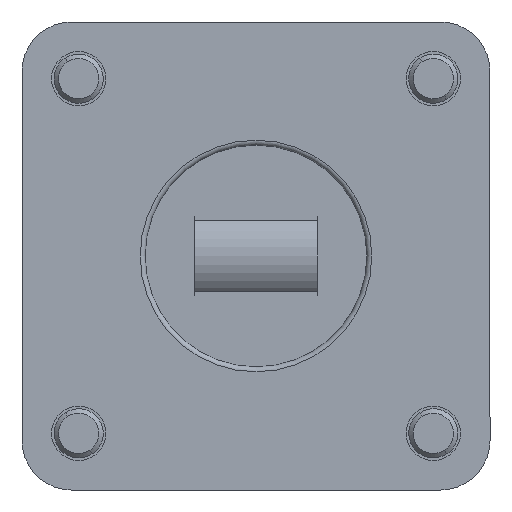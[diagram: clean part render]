
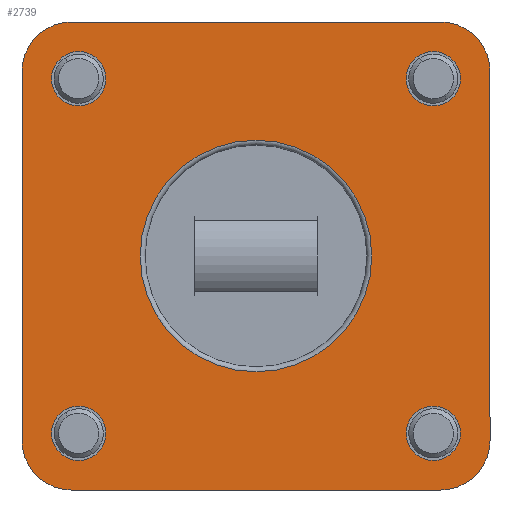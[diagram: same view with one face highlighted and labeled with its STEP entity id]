
A CAD part, front view. The second image highlights one B-rep face of the part: STEP entity #2739.
In plain terms, the highlighted planar face has unit normal (0, -1, 0).
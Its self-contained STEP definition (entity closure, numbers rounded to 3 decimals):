
#206=PLANE('',#2921);
#285=CIRCLE('',#2918,23.5);
#287=CIRCLE('',#2922,10.);
#288=CIRCLE('',#2923,10.);
#289=CIRCLE('',#2924,10.);
#290=CIRCLE('',#2925,10.);
#291=CIRCLE('',#2926,5.5);
#292=CIRCLE('',#2927,5.5);
#293=CIRCLE('',#2928,5.5);
#294=CIRCLE('',#2929,5.5);
#466=VECTOR('',#3304,1.);
#467=VECTOR('',#3307,1.);
#468=VECTOR('',#3310,1.);
#469=VECTOR('',#3313,1.);
#648=LINE('',#4450,#466);
#649=LINE('',#4455,#467);
#650=LINE('',#4459,#468);
#651=LINE('',#4463,#469);
#841=VERTEX_POINT('',#4445);
#843=VERTEX_POINT('',#4451);
#844=VERTEX_POINT('',#4452);
#845=VERTEX_POINT('',#4454);
#846=VERTEX_POINT('',#4456);
#847=VERTEX_POINT('',#4458);
#848=VERTEX_POINT('',#4460);
#849=VERTEX_POINT('',#4462);
#850=VERTEX_POINT('',#4464);
#851=VERTEX_POINT('',#4467);
#852=VERTEX_POINT('',#4469);
#853=VERTEX_POINT('',#4471);
#854=VERTEX_POINT('',#4473);
#1114=EDGE_CURVE('',#841,#841,#285,.T.);
#1116=EDGE_CURVE('',#843,#844,#648,.T.);
#1117=EDGE_CURVE('',#845,#843,#287,.T.);
#1118=EDGE_CURVE('',#846,#845,#649,.T.);
#1119=EDGE_CURVE('',#847,#846,#288,.T.);
#1120=EDGE_CURVE('',#848,#847,#650,.T.);
#1121=EDGE_CURVE('',#849,#848,#289,.T.);
#1122=EDGE_CURVE('',#850,#849,#651,.T.);
#1123=EDGE_CURVE('',#844,#850,#290,.T.);
#1124=EDGE_CURVE('',#851,#851,#291,.T.);
#1125=EDGE_CURVE('',#852,#852,#292,.T.);
#1126=EDGE_CURVE('',#853,#853,#293,.T.);
#1127=EDGE_CURVE('',#854,#854,#294,.T.);
#1511=ORIENTED_EDGE('',*,*,#1116,.F.);
#1512=ORIENTED_EDGE('',*,*,#1117,.F.);
#1513=ORIENTED_EDGE('',*,*,#1118,.F.);
#1514=ORIENTED_EDGE('',*,*,#1119,.F.);
#1515=ORIENTED_EDGE('',*,*,#1120,.F.);
#1516=ORIENTED_EDGE('',*,*,#1121,.F.);
#1517=ORIENTED_EDGE('',*,*,#1122,.F.);
#1518=ORIENTED_EDGE('',*,*,#1123,.F.);
#1519=ORIENTED_EDGE('',*,*,#1124,.T.);
#1520=ORIENTED_EDGE('',*,*,#1125,.T.);
#1521=ORIENTED_EDGE('',*,*,#1126,.T.);
#1522=ORIENTED_EDGE('',*,*,#1127,.T.);
#1523=ORIENTED_EDGE('',*,*,#1114,.F.);
#2279=EDGE_LOOP('',(#1511,#1512,#1513,#1514,#1515,#1516,#1517,#1518));
#2280=EDGE_LOOP('',(#1519));
#2281=EDGE_LOOP('',(#1520));
#2282=EDGE_LOOP('',(#1521));
#2283=EDGE_LOOP('',(#1522));
#2284=EDGE_LOOP('',(#1523));
#2510=FACE_BOUND('',#2279,.T.);
#2511=FACE_BOUND('',#2280,.T.);
#2512=FACE_BOUND('',#2281,.T.);
#2513=FACE_BOUND('',#2282,.T.);
#2514=FACE_BOUND('',#2283,.T.);
#2515=FACE_BOUND('',#2284,.T.);
#2739=ADVANCED_FACE('',(#2510,#2511,#2512,#2513,#2514,#2515),#206,.F.);
#2918=AXIS2_PLACEMENT_3D('',#4444,#3297,#3298);
#2921=AXIS2_PLACEMENT_3D('',#4449,#3303,$);
#2922=AXIS2_PLACEMENT_3D('',#4453,#3305,#3306);
#2923=AXIS2_PLACEMENT_3D('',#4457,#3308,#3309);
#2924=AXIS2_PLACEMENT_3D('',#4461,#3311,#3312);
#2925=AXIS2_PLACEMENT_3D('',#4465,#3314,#3315);
#2926=AXIS2_PLACEMENT_3D('',#4466,#3316,#3317);
#2927=AXIS2_PLACEMENT_3D('',#4468,#3318,#3319);
#2928=AXIS2_PLACEMENT_3D('',#4470,#3320,#3321);
#2929=AXIS2_PLACEMENT_3D('',#4472,#3322,#3323);
#3297=DIRECTION('',(0.,-1.,0.));
#3298=DIRECTION('',(-23.5,0.,0.));
#3303=DIRECTION('',(0.,1.,0.));
#3304=DIRECTION('',(0.,0.,1.));
#3305=DIRECTION('',(0.,1.,0.));
#3306=DIRECTION('',(10.,0.,0.));
#3307=DIRECTION('',(-1.,0.,0.));
#3308=DIRECTION('',(0.,1.,0.));
#3309=DIRECTION('',(10.,0.,0.));
#3310=DIRECTION('',(0.,0.,-1.));
#3311=DIRECTION('',(0.,1.,0.));
#3312=DIRECTION('',(10.,0.,0.));
#3313=DIRECTION('',(1.,0.,0.));
#3314=DIRECTION('',(0.,1.,0.));
#3315=DIRECTION('',(10.,0.,0.));
#3316=DIRECTION('',(0.,1.,0.));
#3317=DIRECTION('',(5.5,0.,0.));
#3318=DIRECTION('',(0.,1.,0.));
#3319=DIRECTION('',(5.5,0.,0.));
#3320=DIRECTION('',(0.,1.,0.));
#3321=DIRECTION('',(5.5,0.,0.));
#3322=DIRECTION('',(0.,1.,0.));
#3323=DIRECTION('',(5.5,0.,0.));
#4444=CARTESIAN_POINT('',(0.,0.,0.));
#4445=CARTESIAN_POINT('',(23.5,0.,0.));
#4449=CARTESIAN_POINT('',(0.,0.,0.));
#4450=CARTESIAN_POINT('',(-47.5,0.,-37.5));
#4451=CARTESIAN_POINT('',(-47.5,0.,-37.5));
#4452=CARTESIAN_POINT('',(-47.5,0.,37.5));
#4453=CARTESIAN_POINT('',(-37.5,0.,-37.5));
#4454=CARTESIAN_POINT('',(-37.5,0.,-47.5));
#4455=CARTESIAN_POINT('',(37.5,0.,-47.5));
#4456=CARTESIAN_POINT('',(37.5,0.,-47.5));
#4457=CARTESIAN_POINT('',(37.5,0.,-37.5));
#4458=CARTESIAN_POINT('',(47.5,0.,-37.5));
#4459=CARTESIAN_POINT('',(47.5,0.,37.5));
#4460=CARTESIAN_POINT('',(47.5,0.,37.5));
#4461=CARTESIAN_POINT('',(37.5,0.,37.5));
#4462=CARTESIAN_POINT('',(37.5,0.,47.5));
#4463=CARTESIAN_POINT('',(-37.5,0.,47.5));
#4464=CARTESIAN_POINT('',(-37.5,0.,47.5));
#4465=CARTESIAN_POINT('',(-37.5,0.,37.5));
#4466=CARTESIAN_POINT('',(-36.,0.,-36.));
#4467=CARTESIAN_POINT('',(-41.5,0.,-36.));
#4468=CARTESIAN_POINT('',(36.,0.,-36.));
#4469=CARTESIAN_POINT('',(30.5,0.,-36.));
#4470=CARTESIAN_POINT('',(-36.,0.,36.));
#4471=CARTESIAN_POINT('',(-41.5,0.,36.));
#4472=CARTESIAN_POINT('',(36.,0.,36.));
#4473=CARTESIAN_POINT('',(30.5,0.,36.));
